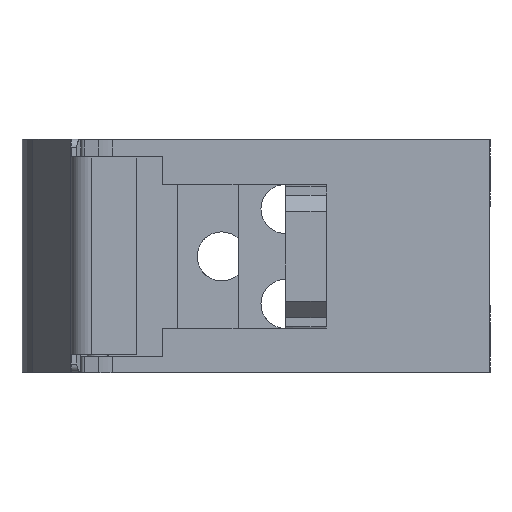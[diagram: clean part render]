
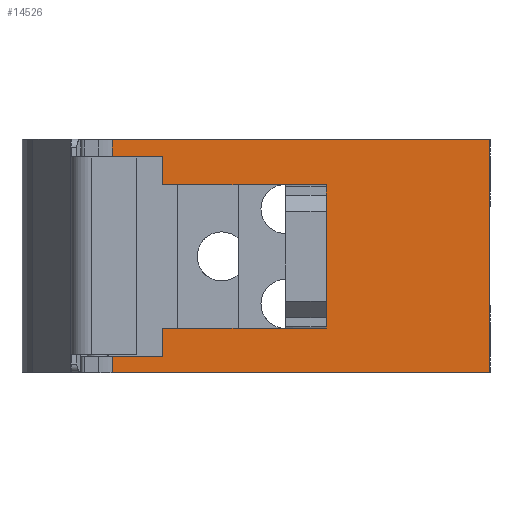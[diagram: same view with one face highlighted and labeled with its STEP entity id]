
A CAD part, left-side view. The second image highlights one B-rep face of the part: STEP entity #14526.
In plain terms, the highlighted planar face has unit normal (-1, 0, 0).
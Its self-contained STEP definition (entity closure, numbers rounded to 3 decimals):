
#178=DIRECTION('',(0.,1.,0.));
#179=VECTOR('',#178,6.172);
#180=CARTESIAN_POINT('',(-21.,40.,-12.25));
#181=LINE('',#180,#179);
#5061=DIRECTION('',(0.,1.,0.));
#5062=VECTOR('',#5061,46.172);
#5063=CARTESIAN_POINT('',(-21.,0.,14.25));
#5064=LINE('',#5063,#5062);
#5390=DIRECTION('',(0.,0.,-1.));
#5391=VECTOR('',#5390,15.);
#5392=CARTESIAN_POINT('',(-21.,20.,7.5));
#5393=LINE('',#5392,#5391);
#5394=DIRECTION('',(0.,0.,1.));
#5395=VECTOR('',#5394,1.25);
#5396=CARTESIAN_POINT('',(-21.,20.,7.5));
#5397=LINE('',#5396,#5395);
#5398=DIRECTION('',(0.,1.,0.));
#5399=VECTOR('',#5398,20.);
#5400=CARTESIAN_POINT('',(-21.,20.,8.75));
#5401=LINE('',#5400,#5399);
#5402=DIRECTION('',(0.,1.,0.));
#5403=VECTOR('',#5402,6.172);
#5404=CARTESIAN_POINT('',(-21.,40.,12.25));
#5405=LINE('',#5404,#5403);
#5406=DIRECTION('',(0.,0.,-1.));
#5407=VECTOR('',#5406,28.5);
#5408=CARTESIAN_POINT('',(-21.,0.,14.25));
#5409=LINE('',#5408,#5407);
#5410=DIRECTION('',(0.,1.,0.));
#5411=VECTOR('',#5410,46.172);
#5412=CARTESIAN_POINT('',(-21.,0.,-14.25));
#5413=LINE('',#5412,#5411);
#5414=DIRECTION('',(0.,0.,1.));
#5415=VECTOR('',#5414,1.25);
#5416=CARTESIAN_POINT('',(-21.,20.,-8.75));
#5417=LINE('',#5416,#5415);
#5422=DIRECTION('',(0.,0.,-1.));
#5423=VECTOR('',#5422,3.5);
#5424=CARTESIAN_POINT('',(-21.,40.,12.25));
#5425=LINE('',#5424,#5423);
#5475=DIRECTION('',(0.,0.,-1.));
#5476=VECTOR('',#5475,2.);
#5477=CARTESIAN_POINT('',(-21.,46.172,14.25));
#5478=LINE('',#5477,#5476);
#5563=DIRECTION('',(0.,0.,-1.));
#5564=VECTOR('',#5563,2.);
#5565=CARTESIAN_POINT('',(-21.,46.172,-12.25));
#5566=LINE('',#5565,#5564);
#5619=DIRECTION('',(0.,0.,-1.));
#5620=VECTOR('',#5619,3.5);
#5621=CARTESIAN_POINT('',(-21.,40.,-8.75));
#5622=LINE('',#5621,#5620);
#5643=DIRECTION('',(0.,1.,0.));
#5644=VECTOR('',#5643,20.);
#5645=CARTESIAN_POINT('',(-21.,20.,-8.75));
#5646=LINE('',#5645,#5644);
#6403=CARTESIAN_POINT('',(-21.,46.172,-14.25));
#6404=VERTEX_POINT('',#6403);
#6405=CARTESIAN_POINT('',(-21.,0.,-14.25));
#6406=VERTEX_POINT('',#6405);
#6475=CARTESIAN_POINT('',(-21.,40.,-12.25));
#6476=VERTEX_POINT('',#6475);
#6477=CARTESIAN_POINT('',(-21.,46.172,-12.25));
#6478=VERTEX_POINT('',#6477);
#6567=CARTESIAN_POINT('',(-21.,0.,14.25));
#6568=VERTEX_POINT('',#6567);
#6569=CARTESIAN_POINT('',(-21.,46.172,14.25));
#6570=VERTEX_POINT('',#6569);
#6621=CARTESIAN_POINT('',(-21.,46.172,12.25));
#6622=VERTEX_POINT('',#6621);
#6623=CARTESIAN_POINT('',(-21.,40.,12.25));
#6624=VERTEX_POINT('',#6623);
#6643=CARTESIAN_POINT('',(-21.,40.,-8.75));
#6644=VERTEX_POINT('',#6643);
#6645=CARTESIAN_POINT('',(-21.,20.,-8.75));
#6646=VERTEX_POINT('',#6645);
#6647=CARTESIAN_POINT('',(-21.,20.,8.75));
#6648=CARTESIAN_POINT('',(-21.,40.,8.75));
#6649=VERTEX_POINT('',#6647);
#6650=VERTEX_POINT('',#6648);
#7300=CARTESIAN_POINT('',(-21.,20.,7.5));
#7301=CARTESIAN_POINT('',(-21.,20.,-7.5));
#7302=VERTEX_POINT('',#7300);
#7303=VERTEX_POINT('',#7301);
#14499=CARTESIAN_POINT('',(-21.,56.,-14.25));
#14500=DIRECTION('',(-1.,0.,0.));
#14501=DIRECTION('',(0.,-1.,0.));
#14502=AXIS2_PLACEMENT_3D('',#14499,#14500,#14501);
#14503=PLANE('',#14502);
#14504=ORIENTED_EDGE('',*,*,#9192,.F.);
#14505=ORIENTED_EDGE('',*,*,#9394,.T.);
#14507=ORIENTED_EDGE('',*,*,#14506,.T.);
#14509=ORIENTED_EDGE('',*,*,#14508,.F.);
#14510=ORIENTED_EDGE('',*,*,#13489,.T.);
#14512=ORIENTED_EDGE('',*,*,#14511,.F.);
#14513=ORIENTED_EDGE('',*,*,#14162,.F.);
#14514=ORIENTED_EDGE('',*,*,#14396,.T.);
#14515=ORIENTED_EDGE('',*,*,#7743,.T.);
#14517=ORIENTED_EDGE('',*,*,#14516,.F.);
#14518=ORIENTED_EDGE('',*,*,#7828,.F.);
#14520=ORIENTED_EDGE('',*,*,#14519,.F.);
#14522=ORIENTED_EDGE('',*,*,#14521,.F.);
#14523=ORIENTED_EDGE('',*,*,#9409,.T.);
#14524=EDGE_LOOP('',(#14504,#14505,#14507,#14509,#14510,#14512,#14513,#14514,
#14515,#14517,#14518,#14520,#14522,#14523));
#14525=FACE_OUTER_BOUND('',#14524,.F.);
#7743=EDGE_CURVE('',#6406,#6404,#5413,.T.);
#7828=EDGE_CURVE('',#6476,#6478,#181,.T.);
#9192=EDGE_CURVE('',#7302,#7303,#5393,.T.);
#9394=EDGE_CURVE('',#7302,#6649,#5397,.T.);
#9409=EDGE_CURVE('',#6646,#7303,#5417,.T.);
#13489=EDGE_CURVE('',#6624,#6622,#5405,.T.);
#14162=EDGE_CURVE('',#6568,#6570,#5064,.T.);
#14396=EDGE_CURVE('',#6568,#6406,#5409,.T.);
#14506=EDGE_CURVE('',#6649,#6650,#5401,.T.);
#14508=EDGE_CURVE('',#6624,#6650,#5425,.T.);
#14511=EDGE_CURVE('',#6570,#6622,#5478,.T.);
#14516=EDGE_CURVE('',#6478,#6404,#5566,.T.);
#14519=EDGE_CURVE('',#6644,#6476,#5622,.T.);
#14521=EDGE_CURVE('',#6646,#6644,#5646,.T.);
#14526=ADVANCED_FACE('',(#14525),#14503,.T.);
